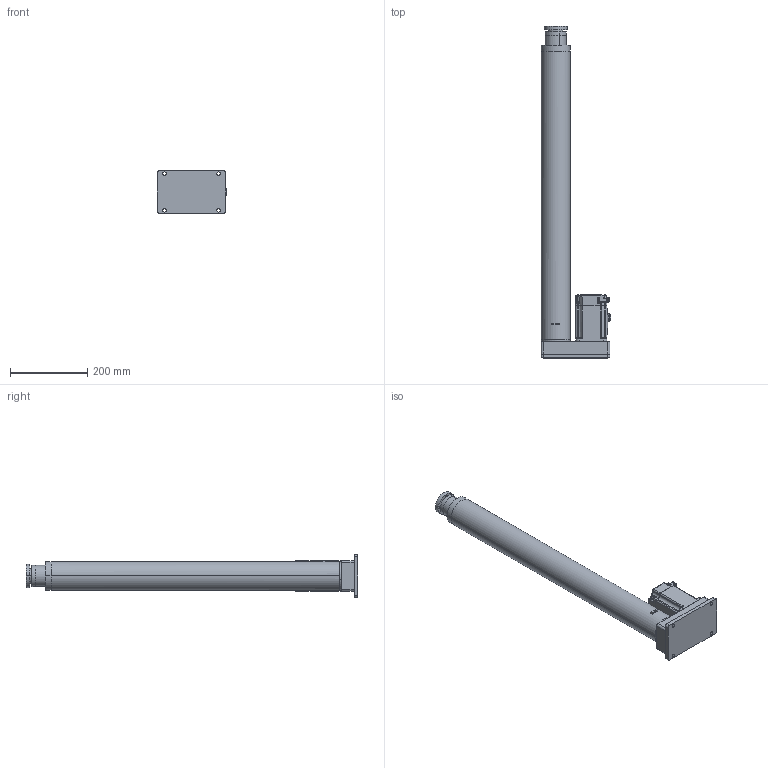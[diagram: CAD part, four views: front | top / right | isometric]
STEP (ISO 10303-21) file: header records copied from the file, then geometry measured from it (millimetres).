
FILE_DESCRIPTION (( 'STEP AP203' ), '1' );
FILE_NAME ('RLD75-10HB-0.8KN-R1300-S2-500mm-s.STEP', '2025-02-08T01:09:22', ( '微软用户' ), ( '微软中国' ), 'SwSTEP 2.0', 'SolidWorks 2022', '' );
FILE_SCHEMA (( 'CONFIG_CONTROL_DESIGN' ));
Length unit declared in the file: millimetre
Products named in the file (7): 75多节缸第二节缸筒; RLD75-10HB-0.8KN-R1300-S2-500mm-s; 75多节缸轴承座; 75多节缸箱体盖板; ACM1H-0808B  121.9; 75多节缸第一节缸筒; 75多节缸第三节缸筒
Assembly tree (6 placements, depth 2):
  RLD75-10HB-0.8KN-R1300-S2-500mm-s
    75多节缸箱体盖板
    75多节缸第二节缸筒
    75多节缸第三节缸筒
    75多节缸第一节缸筒
    75多节缸轴承座
    ACM1H-0808B  121.9
Bounding box: 180.5 x 860 x 110 mm (x, y, z)
Volume: 1686107 mm3; surface area: 937696.6 mm2
Topology: 7 solids, 53 shells, 850 faces, 2013 edges, 1184 vertices
Faces by surface type: plane 323, cylinder 321, cone 84, torus 58, bspline 54, sphere 10
Entity records: 35831 total; most frequent: CARTESIAN_POINT 19776, ORIENTED_EDGE 3752, EDGE_CURVE 1993, DIRECTION 1900, B_SPLINE_CURVE_WITH_KNOTS 1754, VERTEX_POINT 1184, EDGE_LOOP 943, AXIS2_PLACEMENT_3D 902
